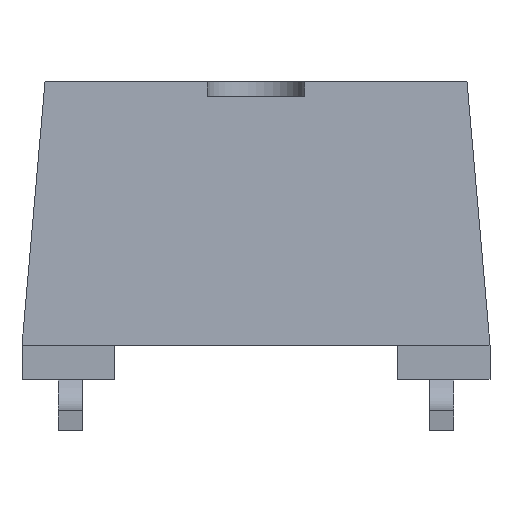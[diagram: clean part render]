
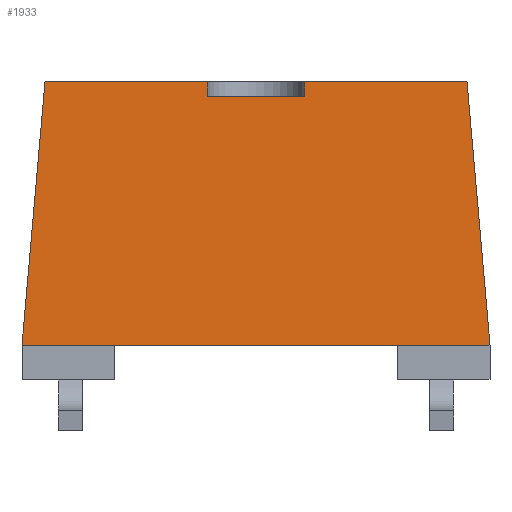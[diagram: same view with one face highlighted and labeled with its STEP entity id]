
A CAD part, front view. The second image highlights one B-rep face of the part: STEP entity #1933.
In plain terms, the highlighted planar face has unit normal (0, -0.999, 0.035).
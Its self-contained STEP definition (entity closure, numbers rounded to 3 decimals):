
#25 = LINE ( 'NONE', #204, #822 ) ;
#27 = DIRECTION ( 'NONE',  ( 0.087, -0.035, -0.996 ) ) ;
#118 = CARTESIAN_POINT ( 'NONE',  ( -4.8, -8.9, 0. ) ) ;
#122 = EDGE_CURVE ( 'NONE', #2642, #1919, #1691, .T. ) ;
#168 = ORIENTED_EDGE ( 'NONE', *, *, #1190, .F. ) ;
#181 = CARTESIAN_POINT ( 'NONE',  ( 0., -8.711, 5.4 ) ) ;
#184 = VECTOR ( 'NONE', #2053, 1000. ) ;
#186 = ORIENTED_EDGE ( 'NONE', *, *, #2346, .T. ) ;
#199 = EDGE_CURVE ( 'NONE', #1919, #1071, #651, .T. ) ;
#204 = CARTESIAN_POINT ( 'NONE',  ( 0., -8.9, 0. ) ) ;
#226 = VECTOR ( 'NONE', #2174, 1000. ) ;
#239 = EDGE_CURVE ( 'NONE', #2642, #811, #457, .T. ) ;
#253 = CARTESIAN_POINT ( 'NONE',  ( -2.9, -8.9, 0. ) ) ;
#261 = VECTOR ( 'NONE', #2417, 1000. ) ;
#279 = VERTEX_POINT ( 'NONE', #2629 ) ;
#362 = VECTOR ( 'NONE', #2225, 1000. ) ;
#392 = DIRECTION ( 'NONE',  ( 0., 0.035, 0.999 ) ) ;
#457 = LINE ( 'NONE', #539, #1992 ) ;
#515 = ORIENTED_EDGE ( 'NONE', *, *, #2328, .T. ) ;
#539 = CARTESIAN_POINT ( 'NONE',  ( 0., -8.711, 5.4 ) ) ;
#651 = LINE ( 'NONE', #2007, #226 ) ;
#656 = CARTESIAN_POINT ( 'NONE',  ( 4.773, -8.889, 0.308 ) ) ;
#691 = CARTESIAN_POINT ( 'NONE',  ( -1., -8.722, 5.1 ) ) ;
#715 = VECTOR ( 'NONE', #392, 1000. ) ;
#733 = CARTESIAN_POINT ( 'NONE',  ( 2.9, -8.9, 0. ) ) ;
#796 = DIRECTION ( 'NONE',  ( 1., 0., 0. ) ) ;
#811 = VERTEX_POINT ( 'NONE', #947 ) ;
#822 = VECTOR ( 'NONE', #1667, 1000. ) ;
#838 = LINE ( 'NONE', #181, #1063 ) ;
#859 = VERTEX_POINT ( 'NONE', #1963 ) ;
#907 = ORIENTED_EDGE ( 'NONE', *, *, #1304, .F. ) ;
#947 = CARTESIAN_POINT ( 'NONE',  ( -1., -8.711, 5.4 ) ) ;
#964 = EDGE_CURVE ( 'NONE', #2438, #1244, #2357, .T. ) ;
#978 = DIRECTION ( 'NONE',  ( 0., -0.999, 0.035 ) ) ;
#988 = VECTOR ( 'NONE', #27, 1000. ) ;
#1049 = FACE_OUTER_BOUND ( 'NONE', #1319, .T. ) ;
#1063 = VECTOR ( 'NONE', #796, 1000. ) ;
#1071 = VERTEX_POINT ( 'NONE', #253 ) ;
#1117 = ORIENTED_EDGE ( 'NONE', *, *, #239, .F. ) ;
#1119 = ORIENTED_EDGE ( 'NONE', *, *, #1800, .T. ) ;
#1177 = VECTOR ( 'NONE', #1958, 1000. ) ;
#1190 = EDGE_CURVE ( 'NONE', #279, #1923, #838, .T. ) ;
#1191 = CARTESIAN_POINT ( 'NONE',  ( -4.328, -8.711, 5.4 ) ) ;
#1237 = LINE ( 'NONE', #656, #988 ) ;
#1244 = VERTEX_POINT ( 'NONE', #2037 ) ;
#1304 = EDGE_CURVE ( 'NONE', #859, #1645, #1627, .T. ) ;
#1319 = EDGE_LOOP ( 'NONE', ( #168, #1119, #2020, #515, #1117, #2378, #2513, #186, #907, #1954 ) ) ;
#1376 = CARTESIAN_POINT ( 'NONE',  ( 1., -8.9, 0. ) ) ;
#1404 = DIRECTION ( 'NONE',  ( 1., 0., 0. ) ) ;
#1437 = EDGE_CURVE ( 'NONE', #1923, #859, #1237, .T. ) ;
#1454 = CARTESIAN_POINT ( 'NONE',  ( 4.8, -8.9, 0. ) ) ;
#1589 = DIRECTION ( 'NONE',  ( 0., -0.035, -0.999 ) ) ;
#1627 = LINE ( 'NONE', #1454, #184 ) ;
#1645 = VERTEX_POINT ( 'NONE', #733 ) ;
#1667 = DIRECTION ( 'NONE',  ( 1., 0., 0. ) ) ;
#1691 = LINE ( 'NONE', #2017, #261 ) ;
#1800 = EDGE_CURVE ( 'NONE', #279, #1244, #2131, .T. ) ;
#1889 = CARTESIAN_POINT ( 'NONE',  ( -1., -8.9, 0. ) ) ;
#1919 = VERTEX_POINT ( 'NONE', #118 ) ;
#1923 = VERTEX_POINT ( 'NONE', #2424 ) ;
#1933 = ADVANCED_FACE ( 'NONE', ( #1049 ), #2634, .T. ) ;
#1954 = ORIENTED_EDGE ( 'NONE', *, *, #1437, .F. ) ;
#1958 = DIRECTION ( 'NONE',  ( 0., -0.035, -0.999 ) ) ;
#1963 = CARTESIAN_POINT ( 'NONE',  ( 4.8, -8.9, 0. ) ) ;
#1992 = VECTOR ( 'NONE', #1404, 1000. ) ;
#2007 = CARTESIAN_POINT ( 'NONE',  ( 0., -8.9, 0. ) ) ;
#2011 = CARTESIAN_POINT ( 'NONE',  ( 0., -8.9, 0. ) ) ;
#2017 = CARTESIAN_POINT ( 'NONE',  ( -4.764, -8.885, 0.416 ) ) ;
#2020 = ORIENTED_EDGE ( 'NONE', *, *, #964, .F. ) ;
#2037 = CARTESIAN_POINT ( 'NONE',  ( 1., -8.722, 5.1 ) ) ;
#2053 = DIRECTION ( 'NONE',  ( -1., 0., 0. ) ) ;
#2131 = LINE ( 'NONE', #1376, #1177 ) ;
#2174 = DIRECTION ( 'NONE',  ( 1., 0., 0. ) ) ;
#2225 = DIRECTION ( 'NONE',  ( 1., 0., 0. ) ) ;
#2272 = CARTESIAN_POINT ( 'NONE',  ( 0., -8.722, 5.1 ) ) ;
#2328 = EDGE_CURVE ( 'NONE', #2438, #811, #2537, .T. ) ;
#2346 = EDGE_CURVE ( 'NONE', #1071, #1645, #25, .T. ) ;
#2357 = LINE ( 'NONE', #2272, #362 ) ;
#2378 = ORIENTED_EDGE ( 'NONE', *, *, #122, .T. ) ;
#2417 = DIRECTION ( 'NONE',  ( -0.087, -0.035, -0.996 ) ) ;
#2424 = CARTESIAN_POINT ( 'NONE',  ( 4.328, -8.711, 5.4 ) ) ;
#2438 = VERTEX_POINT ( 'NONE', #691 ) ;
#2513 = ORIENTED_EDGE ( 'NONE', *, *, #199, .T. ) ;
#2537 = LINE ( 'NONE', #1889, #715 ) ;
#2629 = CARTESIAN_POINT ( 'NONE',  ( 1., -8.711, 5.4 ) ) ;
#2634 = PLANE ( 'NONE',  #2701 ) ;
#2642 = VERTEX_POINT ( 'NONE', #1191 ) ;
#2701 = AXIS2_PLACEMENT_3D ( 'NONE', #2011, #978, #1589 ) ;
